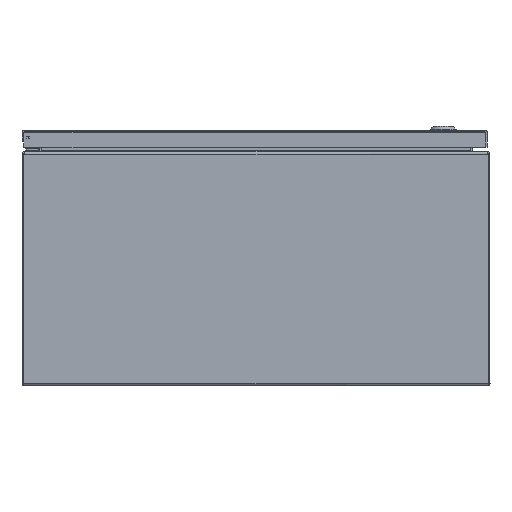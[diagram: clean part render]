
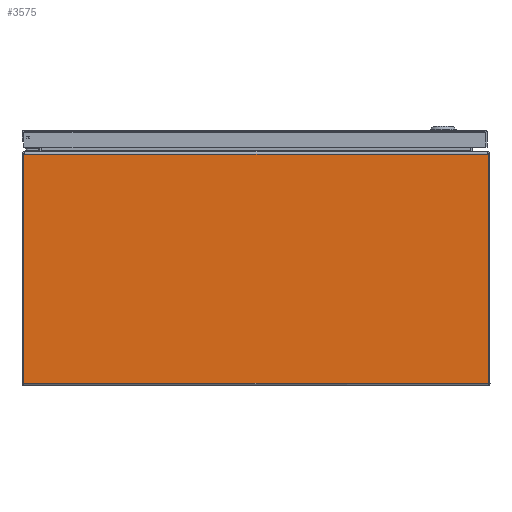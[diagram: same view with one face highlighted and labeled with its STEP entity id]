
A CAD part, front view. The second image highlights one B-rep face of the part: STEP entity #3575.
In plain terms, the highlighted planar face has unit normal (0, -1, 0).
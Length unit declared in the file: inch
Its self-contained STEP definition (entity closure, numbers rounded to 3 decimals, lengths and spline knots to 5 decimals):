
#3275=CARTESIAN_POINT('',(19.91495,0.,9.89475));
#3276=VERTEX_POINT('',#3275);
#3308=CARTESIAN_POINT('',(0.08505,0.,9.89475));
#3309=VERTEX_POINT('',#3308);
#3323=CARTESIAN_POINT('',(19.91495,0.,9.89475));
#3324=DIRECTION('',(-1.0,0.0,0.0));
#3325=VECTOR('',#3324,19.8299);
#3326=LINE('',#3323,#3325);
#3327=EDGE_CURVE('',#3276,#3309,#3326,.T.);
#3495=CARTESIAN_POINT('',(0.037,0.,9.89475));
#3496=VERTEX_POINT('',#3495);
#3503=CARTESIAN_POINT('',(0.08505,0.,9.89475));
#3504=DIRECTION('',(-1.0,0.0,0.0));
#3505=VECTOR('',#3504,0.04805);
#3506=LINE('',#3503,#3505);
#3507=EDGE_CURVE('',#3309,#3496,#3506,.T.);
#3518=CARTESIAN_POINT('',(19.963,0.,9.89475));
#3519=VERTEX_POINT('',#3518);
#3520=CARTESIAN_POINT('',(19.963,0.,9.89475));
#3521=DIRECTION('',(-1.0,0.0,0.0));
#3522=VECTOR('',#3521,0.04805);
#3523=LINE('',#3520,#3522);
#3524=EDGE_CURVE('',#3519,#3276,#3523,.T.);
#3543=CARTESIAN_POINT('',(10.0,0.,5.02857));
#3544=DIRECTION('',(0.0,1.0,0.0));
#3545=DIRECTION('',(1.0,0.0,0.0));
#3546=AXIS2_PLACEMENT_3D('',#3543,#3544,#3545);
#3547=PLANE('',#3546);
#3548=ORIENTED_EDGE('',*,*,#3524,.T.);
#3549=ORIENTED_EDGE('',*,*,#3327,.T.);
#3550=ORIENTED_EDGE('',*,*,#3507,.T.);
#3551=CARTESIAN_POINT('',(0.037,0.,0.10525));
#3552=VERTEX_POINT('',#3551);
#3553=CARTESIAN_POINT('',(0.037,0.,0.10525));
#3554=DIRECTION('',(0.0,0.0,1.0));
#3555=VECTOR('',#3554,9.7895);
#3556=LINE('',#3553,#3555);
#3557=EDGE_CURVE('',#3552,#3496,#3556,.T.);
#3558=ORIENTED_EDGE('',*,*,#3557,.F.);
#3559=CARTESIAN_POINT('',(19.963,0.,0.10525));
#3560=VERTEX_POINT('',#3559);
#3561=CARTESIAN_POINT('',(0.037,0.,0.10525));
#3562=DIRECTION('',(1.0,0.0,0.0));
#3563=VECTOR('',#3562,19.926);
#3564=LINE('',#3561,#3563);
#3565=EDGE_CURVE('',#3552,#3560,#3564,.T.);
#3566=ORIENTED_EDGE('',*,*,#3565,.T.);
#3567=CARTESIAN_POINT('',(19.963,0.,9.89475));
#3568=DIRECTION('',(0.0,0.0,-1.0));
#3569=VECTOR('',#3568,9.7895);
#3570=LINE('',#3567,#3569);
#3571=EDGE_CURVE('',#3519,#3560,#3570,.T.);
#3572=ORIENTED_EDGE('',*,*,#3571,.F.);
#3573=EDGE_LOOP('',(#3548,#3549,#3550,#3558,#3566,#3572));
#3574=FACE_OUTER_BOUND('',#3573,.T.);
#3575=ADVANCED_FACE('',(#3574),#3547,.F.);
